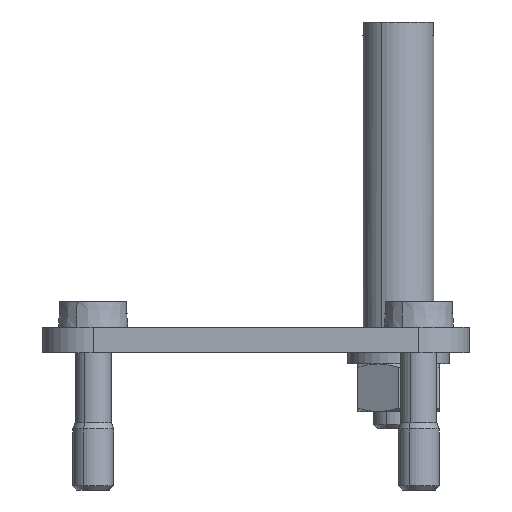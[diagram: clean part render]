
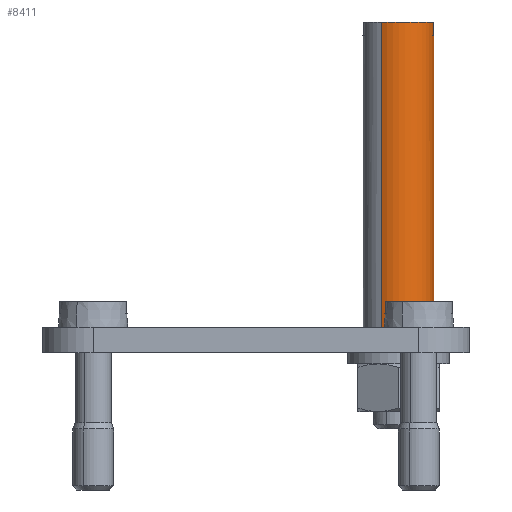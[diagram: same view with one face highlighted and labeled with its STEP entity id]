
A CAD part, front view. The second image highlights one B-rep face of the part: STEP entity #8411.
In plain terms, the highlighted cylindrical face has radius 3.5 mm (diameter 7 mm), a partial arc.
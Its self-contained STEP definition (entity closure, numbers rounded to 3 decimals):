
#1869=AXIS2_PLACEMENT_3D('Circle Axis2P3D',#1867,#1868,$) ;
#8179=AXIS2_PLACEMENT_3D('Circle Axis2P3D',#8177,#8178,$) ;
#8375=AXIS2_PLACEMENT_3D('Cylinder Axis2P3D',#8372,#8373,#8374) ;
#8379=AXIS2_PLACEMENT_3D('Circle Axis2P3D',#8377,#8378,$) ;
#8398=AXIS2_PLACEMENT_3D('Circle Axis2P3D',#8396,#8397,$) ;
#1867=CARTESIAN_POINT('Axis2P3D Location',(35.,42.,16.)) ;
#1871=CARTESIAN_POINT('Vertex',(36.678,45.072,16.)) ;
#1873=CARTESIAN_POINT('Vertex',(33.322,38.928,16.)) ;
#8135=CARTESIAN_POINT('Vertex',(38.448,41.4,44.7)) ;
#8149=CARTESIAN_POINT('Vertex',(38.448,41.4,46.)) ;
#8152=CARTESIAN_POINT('Line Origine',(38.448,41.4,45.35)) ;
#8177=CARTESIAN_POINT('Axis2P3D Location',(35.,42.,44.7)) ;
#8181=CARTESIAN_POINT('Vertex',(38.448,42.6,44.7)) ;
#8209=CARTESIAN_POINT('Line Origine',(38.448,42.6,45.35)) ;
#8213=CARTESIAN_POINT('Vertex',(38.448,42.6,46.)) ;
#8372=CARTESIAN_POINT('Axis2P3D Location',(35.,42.,26.)) ;
#8377=CARTESIAN_POINT('Axis2P3D Location',(35.,42.,46.)) ;
#8381=CARTESIAN_POINT('Vertex',(33.322,38.928,46.)) ;
#8384=CARTESIAN_POINT('Line Origine',(33.322,38.928,31.)) ;
#8389=CARTESIAN_POINT('Line Origine',(36.678,45.072,31.)) ;
#8393=CARTESIAN_POINT('Vertex',(36.678,45.072,46.)) ;
#8396=CARTESIAN_POINT('Axis2P3D Location',(35.,42.,46.)) ;
#1868=DIRECTION('Axis2P3D Direction',(-0.,0.,1.)) ;
#8153=DIRECTION('Vector Direction',(0.,0.,-1.)) ;
#8178=DIRECTION('Axis2P3D Direction',(0.,0.,-1.)) ;
#8210=DIRECTION('Vector Direction',(0.,0.,-1.)) ;
#8373=DIRECTION('Axis2P3D Direction',(0.,-0.,-1.)) ;
#8374=DIRECTION('Axis2P3D XDirection',(-0.479,-0.878,0.)) ;
#8378=DIRECTION('Axis2P3D Direction',(0.,-0.,-1.)) ;
#8385=DIRECTION('Vector Direction',(0.,0.,-1.)) ;
#8390=DIRECTION('Vector Direction',(0.,0.,-1.)) ;
#8397=DIRECTION('Axis2P3D Direction',(0.,-0.,-1.)) ;
#8154=VECTOR('Line Direction',#8153,1.) ;
#8211=VECTOR('Line Direction',#8210,1.) ;
#8386=VECTOR('Line Direction',#8385,1.) ;
#8391=VECTOR('Line Direction',#8390,1.) ;
#8402=ORIENTED_EDGE('',*,*,#8383,.T.) ;
#8403=ORIENTED_EDGE('',*,*,#8388,.F.) ;
#8404=ORIENTED_EDGE('',*,*,#1875,.F.) ;
#8405=ORIENTED_EDGE('',*,*,#8395,.T.) ;
#8406=ORIENTED_EDGE('',*,*,#8400,.T.) ;
#8407=ORIENTED_EDGE('',*,*,#8215,.T.) ;
#8408=ORIENTED_EDGE('',*,*,#8183,.T.) ;
#8409=ORIENTED_EDGE('',*,*,#8156,.F.) ;
#8411=ADVANCED_FACE('Hauptk\X2\00F6\X0\rper',(#8410),#8376,.T.) ;
#1870=CIRCLE('generated circle',#1869,3.5) ;
#8180=CIRCLE('generated circle',#8179,3.5) ;
#8380=CIRCLE('generated circle',#8379,3.5) ;
#8399=CIRCLE('generated circle',#8398,3.5) ;
#8376=CYLINDRICAL_SURFACE('generated cylinder',#8375,3.5) ;
#1875=EDGE_CURVE('',#1872,#1874,#1870,.F.) ;
#8156=EDGE_CURVE('',#8150,#8136,#8155,.T.) ;
#8183=EDGE_CURVE('',#8182,#8136,#8180,.T.) ;
#8215=EDGE_CURVE('',#8214,#8182,#8212,.T.) ;
#8383=EDGE_CURVE('',#8150,#8382,#8380,.T.) ;
#8388=EDGE_CURVE('',#1874,#8382,#8387,.F.) ;
#8395=EDGE_CURVE('',#1872,#8394,#8392,.F.) ;
#8400=EDGE_CURVE('',#8394,#8214,#8399,.T.) ;
#8401=EDGE_LOOP('',(#8402,#8403,#8404,#8405,#8406,#8407,#8408,#8409)) ;
#8410=FACE_OUTER_BOUND('',#8401,.T.) ;
#8155=LINE('Line',#8152,#8154) ;
#8212=LINE('Line',#8209,#8211) ;
#8387=LINE('Line',#8384,#8386) ;
#8392=LINE('Line',#8389,#8391) ;
#1872=VERTEX_POINT('',#1871) ;
#1874=VERTEX_POINT('',#1873) ;
#8136=VERTEX_POINT('',#8135) ;
#8150=VERTEX_POINT('',#8149) ;
#8182=VERTEX_POINT('',#8181) ;
#8214=VERTEX_POINT('',#8213) ;
#8382=VERTEX_POINT('',#8381) ;
#8394=VERTEX_POINT('',#8393) ;
